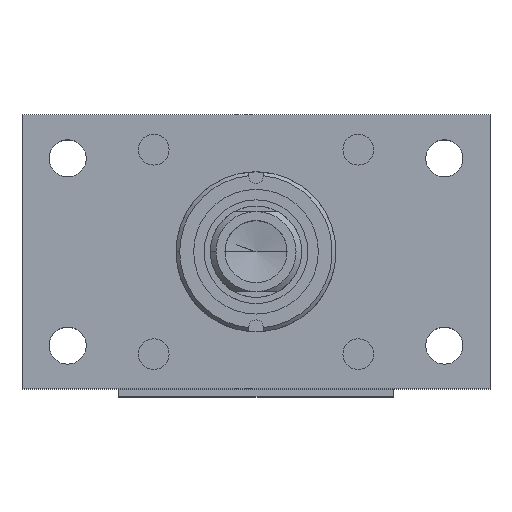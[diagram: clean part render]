
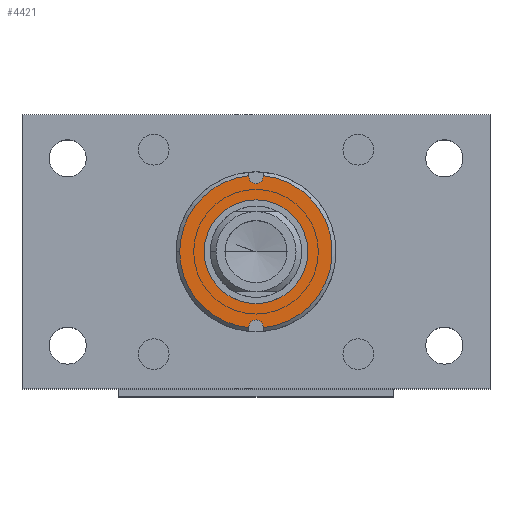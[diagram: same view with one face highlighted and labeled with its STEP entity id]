
A CAD part, top view. The second image highlights one B-rep face of the part: STEP entity #4421.
In plain terms, the highlighted planar face has unit normal (0, 0, 1).
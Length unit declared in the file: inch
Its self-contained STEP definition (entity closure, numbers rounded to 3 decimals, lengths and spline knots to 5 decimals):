
#69 = CARTESIAN_POINT ( 'NONE',  ( 19.33958, 29.81218, -2.69734 ) ) ;
#140 = DIRECTION ( 'NONE',  ( -1., 0., 0. ) ) ;
#217 = CARTESIAN_POINT ( 'NONE',  ( 19.33958, 29.80457, -2.69734 ) ) ;
#305 = ORIENTED_EDGE ( 'NONE', *, *, #7075, .T. ) ;
#319 = CARTESIAN_POINT ( 'NONE',  ( 19.41758, 30.63592, -2.69734 ) ) ;
#414 = CARTESIAN_POINT ( 'NONE',  ( 19.49558, 31.20342, -2.69734 ) ) ;
#466 = DIRECTION ( 'NONE',  ( 0., -1., 0. ) ) ;
#496 = ORIENTED_EDGE ( 'NONE', *, *, #5855, .F. ) ;
#618 = FACE_OUTER_BOUND ( 'NONE', #1259, .T. ) ;
#727 = VERTEX_POINT ( 'NONE', #7060 ) ;
#784 = LINE ( 'NONE', #414, #8229 ) ;
#885 = DIRECTION ( 'NONE',  ( 0., 1., 0. ) ) ;
#1256 = VERTEX_POINT ( 'NONE', #5033 ) ;
#1259 = EDGE_LOOP ( 'NONE', ( #496, #2189, #305, #1828, #7441, #1459, #7296, #5944, #4025 ) ) ;
#1454 = VECTOR ( 'NONE', #885, 39.37008 ) ;
#1459 = ORIENTED_EDGE ( 'NONE', *, *, #7641, .T. ) ;
#1482 = CARTESIAN_POINT ( 'NONE',  ( 19.41758, 30.63592, -2.69734 ) ) ;
#1553 = CARTESIAN_POINT ( 'NONE',  ( 19.33958, 31.20342, -2.69734 ) ) ;
#1693 = CARTESIAN_POINT ( 'NONE',  ( 19.41758, 30.63592, -2.69734 ) ) ;
#1828 = ORIENTED_EDGE ( 'NONE', *, *, #7679, .T. ) ;
#1954 = VERTEX_POINT ( 'NONE', #69 ) ;
#2147 = DIRECTION ( 'NONE',  ( 1., 0., 0. ) ) ;
#2189 = ORIENTED_EDGE ( 'NONE', *, *, #4102, .T. ) ;
#2260 = AXIS2_PLACEMENT_3D ( 'NONE', #5443, #7666, #5364 ) ;
#2271 = ORIENTED_EDGE ( 'NONE', *, *, #3821, .F. ) ;
#2317 = AXIS2_PLACEMENT_3D ( 'NONE', #7802, #2414, #5808 ) ;
#2409 = CARTESIAN_POINT ( 'NONE',  ( 19.98508, 30.63592, -2.69734 ) ) ;
#2414 = DIRECTION ( 'NONE',  ( 0., 0., 1. ) ) ;
#2647 = CIRCLE ( 'NONE', #7903, 0.835 ) ;
#2779 = AXIS2_PLACEMENT_3D ( 'NONE', #7480, #4148, #4215 ) ;
#2879 = VERTEX_POINT ( 'NONE', #7478 ) ;
#3084 = DIRECTION ( 'NONE',  ( 0., -1., 0. ) ) ;
#3190 = CARTESIAN_POINT ( 'NONE',  ( 19.33958, 31.20342, -2.69734 ) ) ;
#3635 = EDGE_CURVE ( 'NONE', #6120, #1954, #6622, .T. ) ;
#3821 = EDGE_CURVE ( 'NONE', #4998, #8029, #6931, .T. ) ;
#3865 = LINE ( 'NONE', #3190, #7115 ) ;
#3937 = CIRCLE ( 'NONE', #8681, 0.078 ) ;
#4014 = DIRECTION ( 'NONE',  ( 0., 1., 0. ) ) ;
#4025 = ORIENTED_EDGE ( 'NONE', *, *, #6756, .T. ) ;
#4102 = EDGE_CURVE ( 'NONE', #1256, #7789, #4946, .T. ) ;
#4148 = DIRECTION ( 'NONE',  ( 0., 0., -1. ) ) ;
#4215 = DIRECTION ( 'NONE',  ( -1., 0., 0. ) ) ;
#4363 = DIRECTION ( 'NONE',  ( 1., 0., 0. ) ) ;
#4417 = VERTEX_POINT ( 'NONE', #8323 ) ;
#4421 = ADVANCED_FACE ( 'NONE', ( #618, #7132 ), #5911, .F. ) ;
#4821 = VECTOR ( 'NONE', #4014, 39.37008 ) ;
#4946 = CIRCLE ( 'NONE', #2317, 0.835 ) ;
#4950 = DIRECTION ( 'NONE',  ( 0., 0., 1. ) ) ;
#4967 = EDGE_CURVE ( 'NONE', #8029, #4998, #5665, .T. ) ;
#4998 = VERTEX_POINT ( 'NONE', #2409 ) ;
#5003 = EDGE_CURVE ( 'NONE', #5177, #6693, #3865, .T. ) ;
#5033 = CARTESIAN_POINT ( 'NONE',  ( 19.49558, 29.80457, -2.69734 ) ) ;
#5149 = CARTESIAN_POINT ( 'NONE',  ( 18.85008, 30.63592, -2.69734 ) ) ;
#5177 = VERTEX_POINT ( 'NONE', #7914 ) ;
#5340 = CARTESIAN_POINT ( 'NONE',  ( 19.41758, 30.63592, -2.69734 ) ) ;
#5364 = DIRECTION ( 'NONE',  ( 0., -1., 0. ) ) ;
#5443 = CARTESIAN_POINT ( 'NONE',  ( 19.41758, 31.20342, -2.69734 ) ) ;
#5501 = DIRECTION ( 'NONE',  ( 1., 0., 0. ) ) ;
#5526 = DIRECTION ( 'NONE',  ( 0., 0., -1. ) ) ;
#5645 = DIRECTION ( 'NONE',  ( 1., 0., 0. ) ) ;
#5665 = CIRCLE ( 'NONE', #7543, 0.5675 ) ;
#5703 = CARTESIAN_POINT ( 'NONE',  ( 19.49558, 31.46727, -2.69734 ) ) ;
#5808 = DIRECTION ( 'NONE',  ( 1., 0., 0. ) ) ;
#5855 = EDGE_CURVE ( 'NONE', #1256, #727, #8361, .T. ) ;
#5911 = PLANE ( 'NONE',  #2260 ) ;
#5944 = ORIENTED_EDGE ( 'NONE', *, *, #3635, .T. ) ;
#6051 = DIRECTION ( 'NONE',  ( 0., 0., 1. ) ) ;
#6120 = VERTEX_POINT ( 'NONE', #217 ) ;
#6180 = CIRCLE ( 'NONE', #2779, 0.078 ) ;
#6205 = EDGE_LOOP ( 'NONE', ( #2271, #8173 ) ) ;
#6622 = LINE ( 'NONE', #1553, #1454 ) ;
#6693 = VERTEX_POINT ( 'NONE', #6849 ) ;
#6694 = CARTESIAN_POINT ( 'NONE',  ( 19.49558, 31.20342, -2.69734 ) ) ;
#6756 = EDGE_CURVE ( 'NONE', #1954, #727, #6180, .T. ) ;
#6849 = CARTESIAN_POINT ( 'NONE',  ( 19.33958, 31.45966, -2.69734 ) ) ;
#6931 = CIRCLE ( 'NONE', #8322, 0.5675 ) ;
#6986 = DIRECTION ( 'NONE',  ( 0., 0., 1. ) ) ;
#7060 = CARTESIAN_POINT ( 'NONE',  ( 19.49558, 29.81218, -2.69734 ) ) ;
#7075 = EDGE_CURVE ( 'NONE', #7789, #2879, #784, .T. ) ;
#7115 = VECTOR ( 'NONE', #466, 39.37008 ) ;
#7132 = FACE_BOUND ( 'NONE', #6205, .T. ) ;
#7296 = ORIENTED_EDGE ( 'NONE', *, *, #8585, .T. ) ;
#7441 = ORIENTED_EDGE ( 'NONE', *, *, #5003, .F. ) ;
#7478 = CARTESIAN_POINT ( 'NONE',  ( 19.49558, 31.45966, -2.69734 ) ) ;
#7480 = CARTESIAN_POINT ( 'NONE',  ( 19.41758, 29.81218, -2.69734 ) ) ;
#7489 = CIRCLE ( 'NONE', #7841, 0.835 ) ;
#7499 = CARTESIAN_POINT ( 'NONE',  ( 19.41758, 31.45966, -2.69734 ) ) ;
#7543 = AXIS2_PLACEMENT_3D ( 'NONE', #1693, #6986, #4363 ) ;
#7641 = EDGE_CURVE ( 'NONE', #5177, #4417, #7489, .T. ) ;
#7666 = DIRECTION ( 'NONE',  ( 0., 0., -1. ) ) ;
#7679 = EDGE_CURVE ( 'NONE', #2879, #6693, #3937, .T. ) ;
#7789 = VERTEX_POINT ( 'NONE', #5703 ) ;
#7802 = CARTESIAN_POINT ( 'NONE',  ( 19.41758, 30.63592, -2.69734 ) ) ;
#7841 = AXIS2_PLACEMENT_3D ( 'NONE', #1482, #8227, #5501 ) ;
#7903 = AXIS2_PLACEMENT_3D ( 'NONE', #319, #4950, #5645 ) ;
#7914 = CARTESIAN_POINT ( 'NONE',  ( 19.33958, 31.46727, -2.69734 ) ) ;
#8029 = VERTEX_POINT ( 'NONE', #5149 ) ;
#8173 = ORIENTED_EDGE ( 'NONE', *, *, #4967, .F. ) ;
#8227 = DIRECTION ( 'NONE',  ( 0., 0., 1. ) ) ;
#8229 = VECTOR ( 'NONE', #3084, 39.37008 ) ;
#8322 = AXIS2_PLACEMENT_3D ( 'NONE', #5340, #6051, #2147 ) ;
#8323 = CARTESIAN_POINT ( 'NONE',  ( 18.58258, 30.63592, -2.69734 ) ) ;
#8361 = LINE ( 'NONE', #6694, #4821 ) ;
#8585 = EDGE_CURVE ( 'NONE', #4417, #6120, #2647, .T. ) ;
#8681 = AXIS2_PLACEMENT_3D ( 'NONE', #7499, #5526, #140 ) ;
